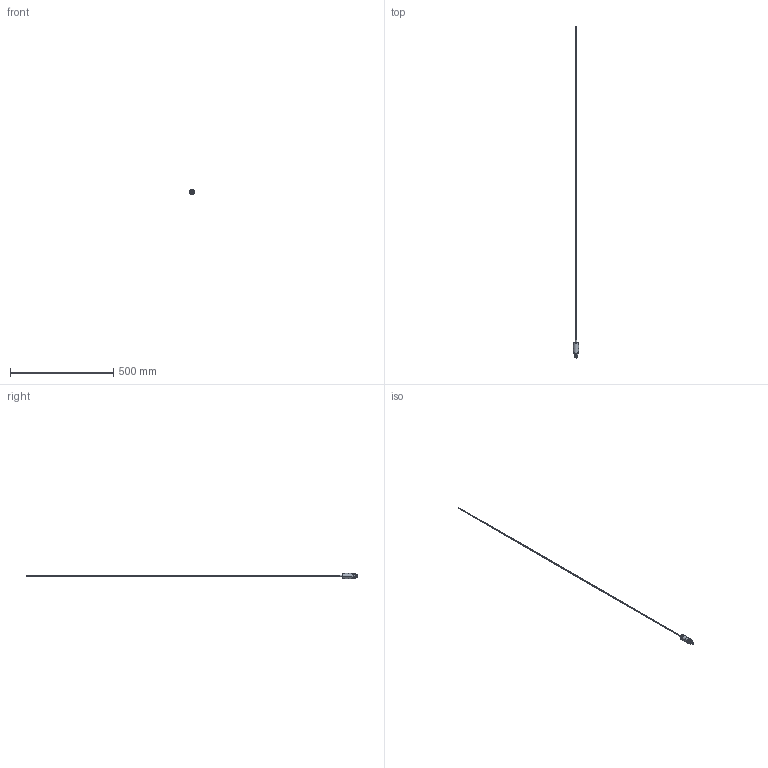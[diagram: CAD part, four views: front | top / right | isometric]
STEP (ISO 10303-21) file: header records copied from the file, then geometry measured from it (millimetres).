
FILE_DESCRIPTION(('Creo Elements/Direct Modeling STEP Export'),'2;1');
FILE_NAME('HI2000.stp','2018-11-19T11:46:26',(''),(''),'PTC Creo Elements/Direct Modeling STEP processor for AP214 (Solid Model)','PTC Creo Elements/Direct Modeling 19.0E 27-Jun-2016 (C) Parametric Technology GmbH','');
FILE_SCHEMA(('AUTOMOTIVE_DESIGN { 1 0 10303 214 1 1 1 1 }'));
Length unit declared in the file: millimetre
Products named in the file (11): Z0047_HI2000_Blue; Z0047_HI2000Green; Z0047_HI2000_Sheath; Z0047_HI2000_Yellow; Z0047_HI2000_Red; Z0047_HI2000; 7572; 9724; 9141-3; 8211; HI2000
Assembly tree (10 placements, depth 3):
  HI2000
    8211
    9141-3
    9724
      7572
    Z0047_HI2000
      Z0047_HI2000_Red
      Z0047_HI2000_Yellow
      Z0047_HI2000_Sheath
      Z0047_HI2000Green
      Z0047_HI2000_Blue
Bounding box: 25.4 x 1605.33 x 25.4 mm (x, y, z)
Volume: 30419.6 mm3; surface area: 77316.4 mm2
Topology: 8 solids, 8 shells, 220 faces, 506 edges, 332 vertices
Faces by surface type: cylinder 103, plane 67, cone 34, torus 16
Entity records: 8494 total; most frequent: CARTESIAN_POINT 3196, ORIENTED_EDGE 1012, DIRECTION 906, EDGE_CURVE 506, AXIS2_PLACEMENT_3D 364, VERTEX_POINT 332, EDGE_LOOP 264, FACE_OUTER_BOUND 220
